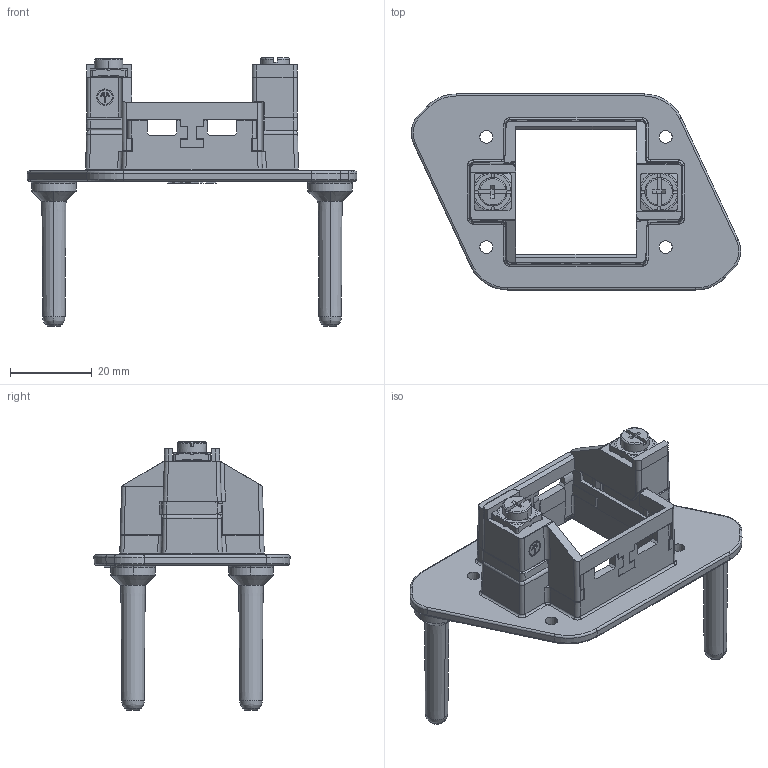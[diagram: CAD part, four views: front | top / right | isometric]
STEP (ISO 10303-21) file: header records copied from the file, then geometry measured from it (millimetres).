
FILE_DESCRIPTION((''),'2;1');
FILE_NAME('HF6B-MADK-ASM_ASM_12_ASM_1_ASM','2022-06-23T',('yp.zhu'),(''),'PRO/ENGINEER BY PARAMETRIC TECHNOLOGY CORPORATION, 2012480','PRO/ENGINEER BY PARAMETRIC TECHNOLOGY CORPORATION, 2012480','');
FILE_SCHEMA(('CONFIG_CONTROL_DESIGN'));
Length unit declared in the file: millimetre
Products named in the file (10): 6MOD-METAL-F-0330_1_1_1_1_12_1; 06-ADK_3_1; N4X15_6-9-1_1_1_1_1_2_1; M4X6-1_2_1; M4X6-1-2_1_1; M4X6_ASM_2_ASM_1_ASM; M4X6-2-1_1_1; M4X6-2-2_1_1; M4X6-_ASM_2_ASM_1_ASM; HF6B-MADK-ASM_ASM_12_ASM_1_ASM
Assembly tree (11 placements, depth 3):
  HF6B-MADK-ASM_ASM_12_ASM_1_ASM
    6MOD-METAL-F-0330_1_1_1_1_12_1
    06-ADK_3_1  x2
    N4X15_6-9-1_1_1_1_1_2_1  x2
    M4X6_ASM_2_ASM_1_ASM
      M4X6-1_2_1
      M4X6-1-2_1_1
    M4X6-_ASM_2_ASM_1_ASM
      M4X6-2-1_1_1
      M4X6-2-2_1_1
Bounding box: 80.75 x 48.05 x 65.7 mm (x, y, z)
Volume: 17931.8 mm3; surface area: 16832.4 mm2
Topology: 9 solids, 9 shells, 942 faces, 2605 edges, 1686 vertices
Faces by surface type: plane 464, cylinder 270, bspline 79, cone 77, torus 40, sphere 8, extrusion 4
Entity records: 43385 total; most frequent: CARTESIAN_POINT 24405, ORIENTED_EDGE 4206, DIRECTION 3569, EDGE_CURVE 2103, VERTEX_POINT 1369, AXIS2_PLACEMENT_3D 1194, VECTOR 1181, LINE 1179
